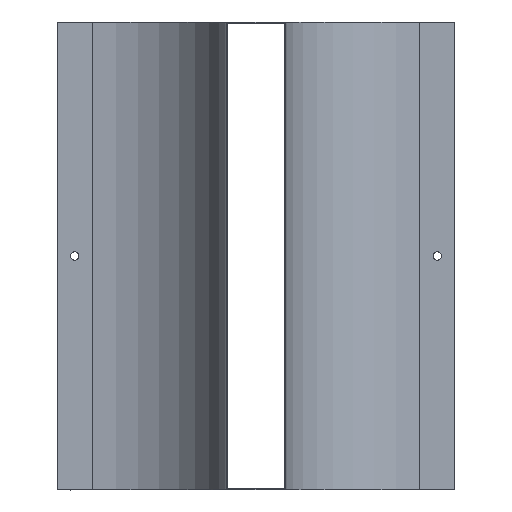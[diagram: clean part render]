
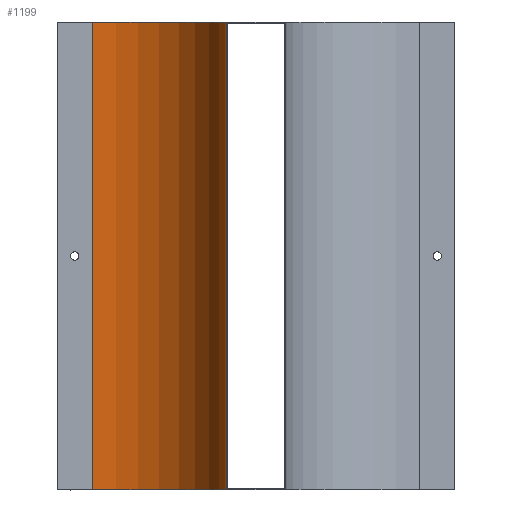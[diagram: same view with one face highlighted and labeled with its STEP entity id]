
A CAD part, front view. The second image highlights one B-rep face of the part: STEP entity #1199.
In plain terms, the highlighted cylindrical face has radius 115 mm (diameter 230 mm), a partial arc.
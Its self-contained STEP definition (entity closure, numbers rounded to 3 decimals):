
#7 = CARTESIAN_POINT ( 'NONE',  ( 0., 30., -399. ) ) ;
#66 = CARTESIAN_POINT ( 'NONE',  ( -115., 145., 1. ) ) ;
#107 = CARTESIAN_POINT ( 'NONE',  ( 0., 30., 1. ) ) ;
#117 = CARTESIAN_POINT ( 'NONE',  ( -115., 145., -399. ) ) ;
#307 = DIRECTION ( 'NONE',  ( 0., 0., -1. ) ) ;
#309 = CARTESIAN_POINT ( 'NONE',  ( -115., 145., 1. ) ) ;
#325 = DIRECTION ( 'NONE',  ( -1., 0., 0. ) ) ;
#326 = DIRECTION ( 'NONE',  ( 0., 0., -1. ) ) ;
#327 = CARTESIAN_POINT ( 'NONE',  ( -115., 30., 1. ) ) ;
#375 = VERTEX_POINT ( 'NONE', #117 ) ;
#389 = VERTEX_POINT ( 'NONE', #66 ) ;
#422 = ORIENTED_EDGE ( 'NONE', *, *, #1267, .F. ) ;
#423 = ORIENTED_EDGE ( 'NONE', *, *, #1328, .F. ) ;
#424 = ORIENTED_EDGE ( 'NONE', *, *, #1329, .T. ) ;
#425 = ORIENTED_EDGE ( 'NONE', *, *, #1295, .T. ) ;
#576 = DIRECTION ( 'NONE',  ( 0., 0., -1. ) ) ;
#578 = DIRECTION ( 'NONE',  ( -1., 0., 0. ) ) ;
#593 = CARTESIAN_POINT ( 'NONE',  ( -115., 30., -399. ) ) ;
#620 = DIRECTION ( 'NONE',  ( 0., 0., -1. ) ) ;
#631 = CARTESIAN_POINT ( 'NONE',  ( 0., 30., 1. ) ) ;
#652 = AXIS2_PLACEMENT_3D ( 'NONE', #1141, #1142, #1099 ) ;
#662 = AXIS2_PLACEMENT_3D ( 'NONE', #593, #576, #578 ) ;
#672 = AXIS2_PLACEMENT_3D ( 'NONE', #327, #326, #325 ) ;
#759 = CIRCLE ( 'NONE', #672, 115. ) ;
#768 = LINE ( 'NONE', #309, #771 ) ;
#771 = VECTOR ( 'NONE', #307, 1000. ) ;
#808 = CIRCLE ( 'NONE', #662, 115. ) ;
#816 = LINE ( 'NONE', #631, #819 ) ;
#819 = VECTOR ( 'NONE', #620, 1000. ) ;
#866 = VERTEX_POINT ( 'NONE', #7 ) ;
#879 = VERTEX_POINT ( 'NONE', #107 ) ;
#1026 = FACE_OUTER_BOUND ( 'NONE', #1665, .T. ) ;
#1030 = CYLINDRICAL_SURFACE ( 'NONE', #652, 115. ) ;
#1099 = DIRECTION ( 'NONE',  ( -1., 0., 0. ) ) ;
#1141 = CARTESIAN_POINT ( 'NONE',  ( -115., 30., 1. ) ) ;
#1142 = DIRECTION ( 'NONE',  ( 0., 0., -1. ) ) ;
#1199 = ADVANCED_FACE ( 'NONE', ( #1026 ), #1030, .F. ) ;
#1267 = EDGE_CURVE ( 'NONE', #389, #879, #759, .T. ) ;
#1295 = EDGE_CURVE ( 'NONE', #389, #375, #768, .T. ) ;
#1328 = EDGE_CURVE ( 'NONE', #879, #866, #816, .T. ) ;
#1329 = EDGE_CURVE ( 'NONE', #375, #866, #808, .T. ) ;
#1665 = EDGE_LOOP ( 'NONE', ( #425, #424, #423, #422 ) ) ;
